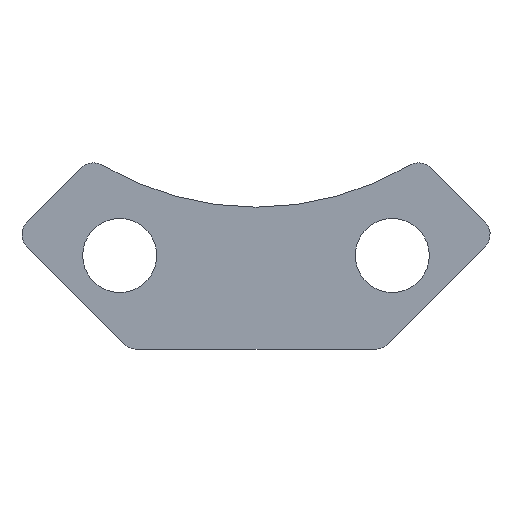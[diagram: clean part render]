
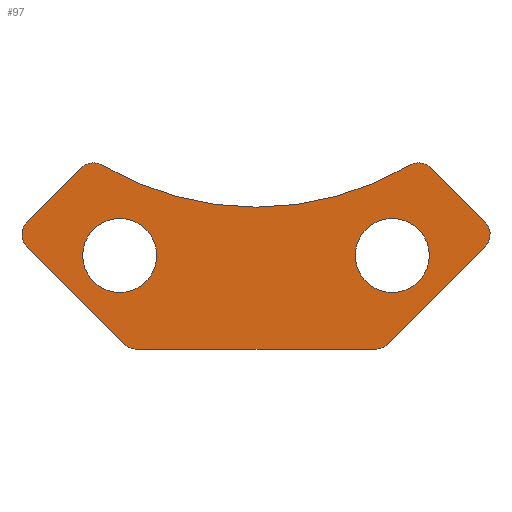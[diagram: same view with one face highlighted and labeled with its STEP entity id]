
A CAD part, front view. The second image highlights one B-rep face of the part: STEP entity #97.
In plain terms, the highlighted planar face has unit normal (0, -1, 0).
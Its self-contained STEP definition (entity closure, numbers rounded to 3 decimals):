
#1 = VERTEX_POINT ( 'NONE', #352 ) ;
#3 = DIRECTION ( 'NONE',  ( 0., 0., -1. ) ) ;
#4 = CARTESIAN_POINT ( 'NONE',  ( -37.868, 0., 21.11 ) ) ;
#7 = DIRECTION ( 'NONE',  ( 0., 1., 0. ) ) ;
#10 = DIRECTION ( 'NONE',  ( -1., 0., 0. ) ) ;
#11 = ORIENTED_EDGE ( 'NONE', *, *, #412, .T. ) ;
#13 = EDGE_LOOP ( 'NONE', ( #11, #311 ) ) ;
#14 = EDGE_CURVE ( 'NONE', #49, #477, #555, .T. ) ;
#15 = CARTESIAN_POINT ( 'NONE',  ( 19.757, 0., 0. ) ) ;
#21 = DIRECTION ( 'NONE',  ( 0., 0., -1. ) ) ;
#22 = ORIENTED_EDGE ( 'NONE', *, *, #77, .F. ) ;
#31 = DIRECTION ( 'NONE',  ( 0., 0., -1. ) ) ;
#35 = EDGE_CURVE ( 'NONE', #506, #560, #479, .T. ) ;
#36 = CARTESIAN_POINT ( 'NONE',  ( 21.879, 0., 0.879 ) ) ;
#44 = CARTESIAN_POINT ( 'NONE',  ( 26.901, 0., 27.834 ) ) ;
#49 = VERTEX_POINT ( 'NONE', #94 ) ;
#55 = EDGE_CURVE ( 'NONE', #296, #456, #152, .T. ) ;
#59 = VERTEX_POINT ( 'NONE', #256 ) ;
#60 = DIRECTION ( 'NONE',  ( 0., -1., 0. ) ) ;
#69 = CARTESIAN_POINT ( 'NONE',  ( -19.757, 0., 3. ) ) ;
#73 = CARTESIAN_POINT ( 'NONE',  ( 0., 0., 23.5 ) ) ;
#76 = DIRECTION ( 'NONE',  ( 0., 0., -1. ) ) ;
#77 = EDGE_CURVE ( 'NONE', #560, #49, #458, .T. ) ;
#82 = EDGE_CURVE ( 'NONE', #1, #323, #499, .T. ) ;
#92 = DIRECTION ( 'NONE',  ( 0., 0., 1. ) ) ;
#94 = CARTESIAN_POINT ( 'NONE',  ( 29.022, 0., 29.956 ) ) ;
#97 = ADVANCED_FACE ( 'NONE', ( #158, #218, #518 ), #366, .T. ) ;
#98 = CARTESIAN_POINT ( 'NONE',  ( 22.56, 0., 15.5 ) ) ;
#101 = CARTESIAN_POINT ( 'NONE',  ( 21.879, 0., 0.879 ) ) ;
#116 = AXIS2_PLACEMENT_3D ( 'NONE', #403, #410, #566 ) ;
#121 = DIRECTION ( 'NONE',  ( 0., 1., 0. ) ) ;
#123 = VERTEX_POINT ( 'NONE', #472 ) ;
#128 = VERTEX_POINT ( 'NONE', #15 ) ;
#144 = ORIENTED_EDGE ( 'NONE', *, *, #35, .F. ) ;
#145 = VECTOR ( 'NONE', #611, 1000. ) ;
#152 = LINE ( 'NONE', #101, #145 ) ;
#156 = CARTESIAN_POINT ( 'NONE',  ( -37.868, 0., 21.11 ) ) ;
#158 = FACE_BOUND ( 'NONE', #343, .T. ) ;
#164 = AXIS2_PLACEMENT_3D ( 'NONE', #369, #60, #21 ) ;
#166 = CIRCLE ( 'NONE', #542, 50. ) ;
#169 = ORIENTED_EDGE ( 'NONE', *, *, #521, .F. ) ;
#172 = ORIENTED_EDGE ( 'NONE', *, *, #636, .T. ) ;
#174 = DIRECTION ( 'NONE',  ( 0., 0., 1. ) ) ;
#177 = VECTOR ( 'NONE', #362, 1000. ) ;
#180 = CIRCLE ( 'NONE', #415, 6.125 ) ;
#186 = CIRCLE ( 'NONE', #500, 6.125 ) ;
#207 = AXIS2_PLACEMENT_3D ( 'NONE', #562, #465, #3 ) ;
#211 = VERTEX_POINT ( 'NONE', #437 ) ;
#213 = LINE ( 'NONE', #156, #284 ) ;
#218 = FACE_OUTER_BOUND ( 'NONE', #357, .T. ) ;
#222 = DIRECTION ( 'NONE',  ( 0., 1., 0. ) ) ;
#223 = VERTEX_POINT ( 'NONE', #326 ) ;
#226 = DIRECTION ( 'NONE',  ( 0., -1., 0. ) ) ;
#231 = CARTESIAN_POINT ( 'NONE',  ( -22.56, 0., 15.5 ) ) ;
#233 = DIRECTION ( 'NONE',  ( 0., 1., 0. ) ) ;
#244 = DIRECTION ( 'NONE',  ( 0., 0., -1. ) ) ;
#251 = AXIS2_PLACEMENT_3D ( 'NONE', #430, #378, #582 ) ;
#252 = DIRECTION ( 'NONE',  ( 0., 1., 0. ) ) ;
#256 = CARTESIAN_POINT ( 'NONE',  ( -21.879, 0., 0.879 ) ) ;
#262 = CARTESIAN_POINT ( 'NONE',  ( -19.757, 0., 0. ) ) ;
#263 = VERTEX_POINT ( 'NONE', #661 ) ;
#269 = CARTESIAN_POINT ( 'NONE',  ( 22.56, 0., 15.5 ) ) ;
#274 = DIRECTION ( 'NONE',  ( 0., 1., 0. ) ) ;
#281 = ORIENTED_EDGE ( 'NONE', *, *, #361, .F. ) ;
#284 = VECTOR ( 'NONE', #504, 1000. ) ;
#285 = CIRCLE ( 'NONE', #251, 3. ) ;
#288 = EDGE_CURVE ( 'NONE', #456, #128, #614, .T. ) ;
#296 = VERTEX_POINT ( 'NONE', #607 ) ;
#305 = ORIENTED_EDGE ( 'NONE', *, *, #317, .T. ) ;
#306 = ORIENTED_EDGE ( 'NONE', *, *, #623, .F. ) ;
#307 = AXIS2_PLACEMENT_3D ( 'NONE', #359, #505, #244 ) ;
#311 = ORIENTED_EDGE ( 'NONE', *, *, #82, .T. ) ;
#313 = CARTESIAN_POINT ( 'NONE',  ( 25.378, 0., 30.419 ) ) ;
#314 = ORIENTED_EDGE ( 'NONE', *, *, #580, .F. ) ;
#317 = EDGE_CURVE ( 'NONE', #223, #263, #324, .T. ) ;
#322 = DIRECTION ( 'NONE',  ( 0., 0., 1. ) ) ;
#323 = VERTEX_POINT ( 'NONE', #599 ) ;
#324 = CIRCLE ( 'NONE', #482, 6.125 ) ;
#325 = CIRCLE ( 'NONE', #575, 3. ) ;
#326 = CARTESIAN_POINT ( 'NONE',  ( 22.56, 0., 9.375 ) ) ;
#336 = CARTESIAN_POINT ( 'NONE',  ( 0., 0., 73.5 ) ) ;
#342 = LINE ( 'NONE', #390, #552 ) ;
#343 = EDGE_LOOP ( 'NONE', ( #305, #172 ) ) ;
#349 = DIRECTION ( 'NONE',  ( 0., 0., 1. ) ) ;
#351 = VECTOR ( 'NONE', #10, 1000. ) ;
#352 = CARTESIAN_POINT ( 'NONE',  ( -22.56, 0., 21.625 ) ) ;
#354 = ORIENTED_EDGE ( 'NONE', *, *, #663, .F. ) ;
#357 = EDGE_LOOP ( 'NONE', ( #22, #144, #486, #314, #480, #354, #574, #306, #169, #374, #539, #281, #503 ) ) ;
#359 = CARTESIAN_POINT ( 'NONE',  ( 19.757, 0., 3. ) ) ;
#360 = DIRECTION ( 'NONE',  ( 0., 1., 0. ) ) ;
#361 = EDGE_CURVE ( 'NONE', #477, #296, #433, .T. ) ;
#362 = DIRECTION ( 'NONE',  ( 0.707, 0., -0.707 ) ) ;
#365 = CARTESIAN_POINT ( 'NONE',  ( -26.901, 0., 27.834 ) ) ;
#366 = PLANE ( 'NONE',  #164 ) ;
#369 = CARTESIAN_POINT ( 'NONE',  ( 26.901, 0., 27.834 ) ) ;
#372 = AXIS2_PLACEMENT_3D ( 'NONE', #69, #274, #322 ) ;
#374 = ORIENTED_EDGE ( 'NONE', *, *, #288, .F. ) ;
#378 = DIRECTION ( 'NONE',  ( 0., 1., 0. ) ) ;
#382 = AXIS2_PLACEMENT_3D ( 'NONE', #587, #121, #31 ) ;
#390 = CARTESIAN_POINT ( 'NONE',  ( -21.879, 0., 0.879 ) ) ;
#403 = CARTESIAN_POINT ( 'NONE',  ( 0., 0., 73.5 ) ) ;
#409 = CIRCLE ( 'NONE', #372, 3. ) ;
#410 = DIRECTION ( 'NONE',  ( 0., -1., 0. ) ) ;
#412 = EDGE_CURVE ( 'NONE', #323, #1, #186, .T. ) ;
#414 = CARTESIAN_POINT ( 'NONE',  ( -25.378, 0., 30.419 ) ) ;
#415 = AXIS2_PLACEMENT_3D ( 'NONE', #269, #222, #174 ) ;
#417 = LINE ( 'NONE', #262, #351 ) ;
#418 = VERTEX_POINT ( 'NONE', #436 ) ;
#430 = CARTESIAN_POINT ( 'NONE',  ( -35.746, 0., 18.989 ) ) ;
#433 = CIRCLE ( 'NONE', #382, 3. ) ;
#436 = CARTESIAN_POINT ( 'NONE',  ( -29.022, 0., 29.956 ) ) ;
#437 = CARTESIAN_POINT ( 'NONE',  ( -37.868, 0., 16.868 ) ) ;
#456 = VERTEX_POINT ( 'NONE', #36 ) ;
#458 = CIRCLE ( 'NONE', #583, 3. ) ;
#464 = CARTESIAN_POINT ( 'NONE',  ( 37.868, 0., 21.11 ) ) ;
#465 = DIRECTION ( 'NONE',  ( 0., 1., 0. ) ) ;
#472 = CARTESIAN_POINT ( 'NONE',  ( -19.757, 0., 0. ) ) ;
#477 = VERTEX_POINT ( 'NONE', #541 ) ;
#479 = CIRCLE ( 'NONE', #116, 50. ) ;
#480 = ORIENTED_EDGE ( 'NONE', *, *, #546, .F. ) ;
#482 = AXIS2_PLACEMENT_3D ( 'NONE', #98, #252, #349 ) ;
#486 = ORIENTED_EDGE ( 'NONE', *, *, #658, .F. ) ;
#487 = EDGE_CURVE ( 'NONE', #59, #211, #342, .T. ) ;
#499 = CIRCLE ( 'NONE', #207, 6.125 ) ;
#500 = AXIS2_PLACEMENT_3D ( 'NONE', #231, #233, #76 ) ;
#503 = ORIENTED_EDGE ( 'NONE', *, *, #14, .F. ) ;
#504 = DIRECTION ( 'NONE',  ( 0.707, 0., 0.707 ) ) ;
#505 = DIRECTION ( 'NONE',  ( 0., 1., 0. ) ) ;
#506 = VERTEX_POINT ( 'NONE', #73 ) ;
#518 = FACE_BOUND ( 'NONE', #13, .T. ) ;
#521 = EDGE_CURVE ( 'NONE', #128, #123, #417, .T. ) ;
#539 = ORIENTED_EDGE ( 'NONE', *, *, #55, .F. ) ;
#541 = CARTESIAN_POINT ( 'NONE',  ( 37.868, 0., 21.11 ) ) ;
#542 = AXIS2_PLACEMENT_3D ( 'NONE', #336, #226, #627 ) ;
#544 = VERTEX_POINT ( 'NONE', #414 ) ;
#545 = DIRECTION ( 'NONE',  ( -0.707, 0., 0.707 ) ) ;
#546 = EDGE_CURVE ( 'NONE', #602, #418, #213, .T. ) ;
#552 = VECTOR ( 'NONE', #545, 1000. ) ;
#555 = LINE ( 'NONE', #464, #177 ) ;
#560 = VERTEX_POINT ( 'NONE', #313 ) ;
#562 = CARTESIAN_POINT ( 'NONE',  ( -22.56, 0., 15.5 ) ) ;
#566 = DIRECTION ( 'NONE',  ( 0., 0., 1. ) ) ;
#574 = ORIENTED_EDGE ( 'NONE', *, *, #487, .F. ) ;
#575 = AXIS2_PLACEMENT_3D ( 'NONE', #365, #7, #92 ) ;
#580 = EDGE_CURVE ( 'NONE', #418, #544, #325, .T. ) ;
#582 = DIRECTION ( 'NONE',  ( 0., 0., 1. ) ) ;
#583 = AXIS2_PLACEMENT_3D ( 'NONE', #44, #360, #662 ) ;
#587 = CARTESIAN_POINT ( 'NONE',  ( 35.746, 0., 18.989 ) ) ;
#599 = CARTESIAN_POINT ( 'NONE',  ( -22.56, 0., 9.375 ) ) ;
#602 = VERTEX_POINT ( 'NONE', #4 ) ;
#607 = CARTESIAN_POINT ( 'NONE',  ( 37.868, 0., 16.868 ) ) ;
#611 = DIRECTION ( 'NONE',  ( -0.707, 0., -0.707 ) ) ;
#614 = CIRCLE ( 'NONE', #307, 3. ) ;
#623 = EDGE_CURVE ( 'NONE', #123, #59, #409, .T. ) ;
#627 = DIRECTION ( 'NONE',  ( 0., 0., 1. ) ) ;
#636 = EDGE_CURVE ( 'NONE', #263, #223, #180, .T. ) ;
#658 = EDGE_CURVE ( 'NONE', #544, #506, #166, .T. ) ;
#661 = CARTESIAN_POINT ( 'NONE',  ( 22.56, 0., 21.625 ) ) ;
#662 = DIRECTION ( 'NONE',  ( 0., 0., -1. ) ) ;
#663 = EDGE_CURVE ( 'NONE', #211, #602, #285, .T. ) ;
